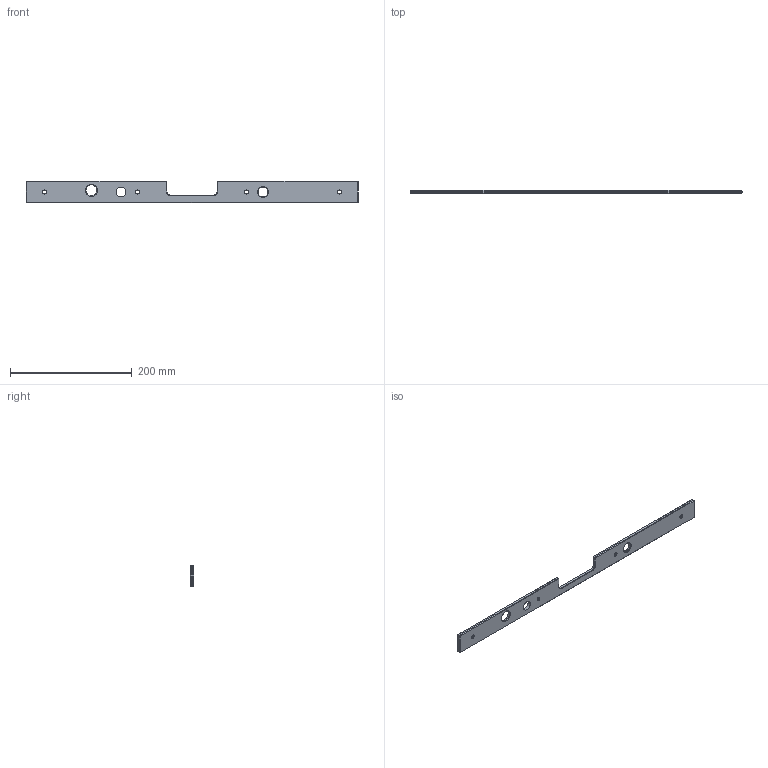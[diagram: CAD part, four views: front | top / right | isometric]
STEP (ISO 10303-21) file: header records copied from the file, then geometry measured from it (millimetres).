
FILE_DESCRIPTION((''),'2;1');
FILE_NAME('AS_ISO-PLATTEN-22657','2026-01-16T10:34:39',('HP'),(''),'CREO PARAMETRIC BY PTC INC, 2020354','CREO PARAMETRIC BY PTC INC, 2020354','');
FILE_SCHEMA(('AP203_CONFIGURATION_CONTROLLED_3D_DESIGN_OF_MECHANICAL_PARTS_AND_ASSEMBLIES_MIM_LF { 1 0 10303 403 2 1 2 }'));
Length unit declared in the file: millimetre
Products named in the file (1): AS_ISO-PLATTEN-22657
Bounding box: 545 x 5 x 35 mm (x, y, z)
Volume: 80408.9 mm3; surface area: 38445.2 mm2
Topology: 1 solids, 1 shells, 68 faces, 187 edges, 121 vertices
Faces by surface type: plane 32, cone 20, cylinder 16
Entity records: 3404 total; most frequent: DIRECTION 390, CARTESIAN_POINT 379, ORIENTED_EDGE 374, PRESENTATION_STYLE_ASSIGNMENT 256, STYLED_ITEM 188, CURVE_STYLE 187, EDGE_CURVE 187, AXIS2_PLACEMENT_3D 134
